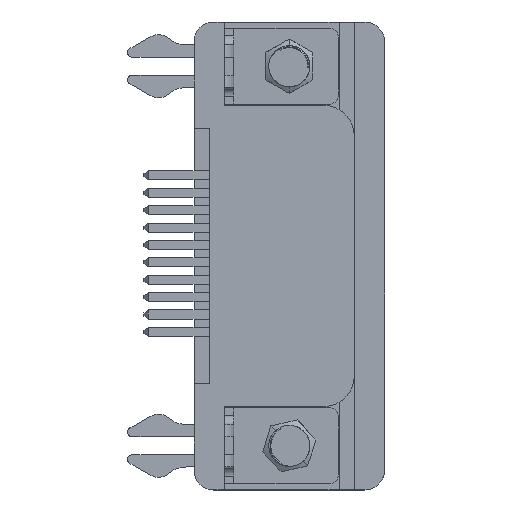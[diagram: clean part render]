
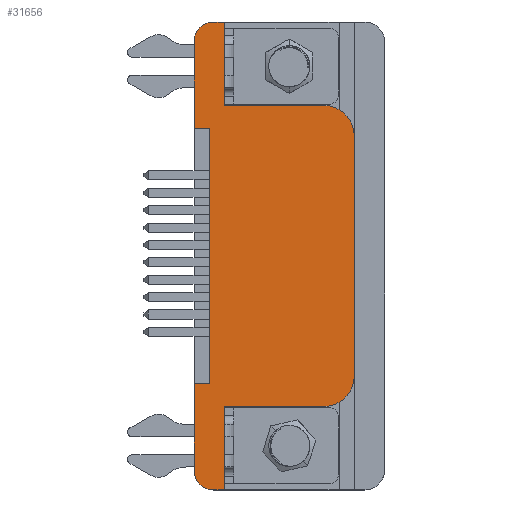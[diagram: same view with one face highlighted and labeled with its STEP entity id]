
A CAD part, front view. The second image highlights one B-rep face of the part: STEP entity #31656.
In plain terms, the highlighted planar face has unit normal (0, -1, 0).
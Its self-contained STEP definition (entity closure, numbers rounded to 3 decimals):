
#30704 = EDGE_CURVE('',#30705,#30707,#30709,.T.);
#30705 = VERTEX_POINT('',#30706);
#30706 = CARTESIAN_POINT('',(-5.275,-7.77,-8.405));
#30707 = VERTEX_POINT('',#30708);
#30708 = CARTESIAN_POINT('',(-5.275,-7.77,8.405));
#30709 = LINE('',#30710,#30711);
#30710 = CARTESIAN_POINT('',(-5.275,-7.77,-29.334));
#30711 = VECTOR('',#30712,1.);
#30712 = DIRECTION('',(0.,-0.,1.));
#30845 = VERTEX_POINT('',#30846);
#30846 = CARTESIAN_POINT('',(-4.261,-7.77,9.905));
#30852 = EDGE_CURVE('',#30845,#30853,#30855,.T.);
#30853 = VERTEX_POINT('',#30854);
#30854 = CARTESIAN_POINT('',(2.275,-7.77,9.905));
#30855 = LINE('',#30856,#30857);
#30856 = CARTESIAN_POINT('',(-7.857,-7.77,9.905));
#30857 = VECTOR('',#30858,1.);
#30858 = DIRECTION('',(1.,0.,0.));
#30890 = EDGE_CURVE('',#30853,#30891,#30893,.T.);
#30891 = VERTEX_POINT('',#30892);
#30892 = CARTESIAN_POINT('',(4.275,-7.77,7.905));
#30893 = CIRCLE('',#30894,2.);
#30894 = AXIS2_PLACEMENT_3D('',#30895,#30896,#30897);
#30895 = CARTESIAN_POINT('',(2.275,-7.77,7.905));
#30896 = DIRECTION('',(-0.,1.,0.));
#30897 = DIRECTION('',(0.,0.,-1.));
#30924 = VERTEX_POINT('',#30925);
#30925 = CARTESIAN_POINT('',(4.275,-7.77,-7.905));
#30931 = EDGE_CURVE('',#30924,#30932,#30934,.T.);
#30932 = VERTEX_POINT('',#30933);
#30933 = CARTESIAN_POINT('',(2.275,-7.77,-9.905));
#30934 = CIRCLE('',#30935,2.);
#30935 = AXIS2_PLACEMENT_3D('',#30936,#30937,#30938);
#30936 = CARTESIAN_POINT('',(2.275,-7.77,-7.905));
#30937 = DIRECTION('',(0.,1.,-0.));
#30938 = DIRECTION('',(0.,-0.,-1.));
#30972 = EDGE_CURVE('',#30932,#30973,#30975,.T.);
#30973 = VERTEX_POINT('',#30974);
#30974 = CARTESIAN_POINT('',(-4.261,-7.77,-9.905));
#30975 = LINE('',#30976,#30977);
#30976 = CARTESIAN_POINT('',(-7.857,-7.77,-9.905));
#30977 = VECTOR('',#30978,1.);
#30978 = DIRECTION('',(-1.,-0.,-0.));
#31196 = EDGE_CURVE('',#30707,#31197,#31199,.T.);
#31197 = VERTEX_POINT('',#31198);
#31198 = CARTESIAN_POINT('',(-6.275,-7.77,8.405));
#31199 = LINE('',#31200,#31201);
#31200 = CARTESIAN_POINT('',(-7.857,-7.77,8.405));
#31201 = VECTOR('',#31202,1.);
#31202 = DIRECTION('',(-1.,-0.,-0.));
#31251 = EDGE_CURVE('',#31252,#30705,#31254,.T.);
#31252 = VERTEX_POINT('',#31253);
#31253 = CARTESIAN_POINT('',(-6.275,-7.77,-8.405));
#31254 = LINE('',#31255,#31256);
#31255 = CARTESIAN_POINT('',(-7.857,-7.77,-8.405));
#31256 = VECTOR('',#31257,1.);
#31257 = DIRECTION('',(1.,0.,0.));
#31460 = EDGE_CURVE('',#30973,#31461,#31463,.T.);
#31461 = VERTEX_POINT('',#31462);
#31462 = CARTESIAN_POINT('',(-4.261,-7.77,-15.405));
#31463 = LINE('',#31464,#31465);
#31464 = CARTESIAN_POINT('',(-4.261,-7.77,-29.334));
#31465 = VECTOR('',#31466,1.);
#31466 = DIRECTION('',(-0.,0.,-1.));
#31540 = EDGE_CURVE('',#31541,#30845,#31543,.T.);
#31541 = VERTEX_POINT('',#31542);
#31542 = CARTESIAN_POINT('',(-4.261,-7.77,15.405));
#31543 = LINE('',#31544,#31545);
#31544 = CARTESIAN_POINT('',(-4.261,-7.77,-29.334));
#31545 = VECTOR('',#31546,1.);
#31546 = DIRECTION('',(-0.,0.,-1.));
#31629 = EDGE_CURVE('',#30891,#30924,#31630,.T.);
#31630 = LINE('',#31631,#31632);
#31631 = CARTESIAN_POINT('',(4.275,-7.77,-29.334));
#31632 = VECTOR('',#31633,1.);
#31633 = DIRECTION('',(-0.,0.,-1.));
#31656 = ADVANCED_FACE('',(#31657),#31715,.F.);
#31657 = FACE_BOUND('',#31658,.T.);
#31658 = EDGE_LOOP('',(#31659,#31660,#31661,#31662,#31663,#31664,#31665,
    #31666,#31674,#31683,#31689,#31690,#31691,#31692,#31700,#31709));
#31659 = ORIENTED_EDGE('',*,*,#31460,.F.);
#31660 = ORIENTED_EDGE('',*,*,#30972,.F.);
#31661 = ORIENTED_EDGE('',*,*,#30931,.F.);
#31662 = ORIENTED_EDGE('',*,*,#31629,.F.);
#31663 = ORIENTED_EDGE('',*,*,#30890,.F.);
#31664 = ORIENTED_EDGE('',*,*,#30852,.F.);
#31665 = ORIENTED_EDGE('',*,*,#31540,.F.);
#31666 = ORIENTED_EDGE('',*,*,#31667,.F.);
#31667 = EDGE_CURVE('',#31668,#31541,#31670,.T.);
#31668 = VERTEX_POINT('',#31669);
#31669 = CARTESIAN_POINT('',(-4.975,-7.77,15.405));
#31670 = LINE('',#31671,#31672);
#31671 = CARTESIAN_POINT('',(-4.975,-7.77,15.405));
#31672 = VECTOR('',#31673,1.);
#31673 = DIRECTION('',(1.,0.,-0.));
#31674 = ORIENTED_EDGE('',*,*,#31675,.F.);
#31675 = EDGE_CURVE('',#31676,#31668,#31678,.T.);
#31676 = VERTEX_POINT('',#31677);
#31677 = CARTESIAN_POINT('',(-6.275,-7.77,14.105));
#31678 = CIRCLE('',#31679,1.3);
#31679 = AXIS2_PLACEMENT_3D('',#31680,#31681,#31682);
#31680 = CARTESIAN_POINT('',(-4.975,-7.77,14.105));
#31681 = DIRECTION('',(0.,1.,0.));
#31682 = DIRECTION('',(0.,0.,1.));
#31683 = ORIENTED_EDGE('',*,*,#31684,.T.);
#31684 = EDGE_CURVE('',#31676,#31197,#31685,.T.);
#31685 = LINE('',#31686,#31687);
#31686 = CARTESIAN_POINT('',(-6.275,-7.77,-14.105));
#31687 = VECTOR('',#31688,1.);
#31688 = DIRECTION('',(0.,0.,-1.));
#31689 = ORIENTED_EDGE('',*,*,#31196,.F.);
#31690 = ORIENTED_EDGE('',*,*,#30704,.F.);
#31691 = ORIENTED_EDGE('',*,*,#31251,.F.);
#31692 = ORIENTED_EDGE('',*,*,#31693,.T.);
#31693 = EDGE_CURVE('',#31252,#31694,#31696,.T.);
#31694 = VERTEX_POINT('',#31695);
#31695 = CARTESIAN_POINT('',(-6.275,-7.77,-14.105));
#31696 = LINE('',#31697,#31698);
#31697 = CARTESIAN_POINT('',(-6.275,-7.77,-14.105));
#31698 = VECTOR('',#31699,1.);
#31699 = DIRECTION('',(0.,0.,-1.));
#31700 = ORIENTED_EDGE('',*,*,#31701,.F.);
#31701 = EDGE_CURVE('',#31702,#31694,#31704,.T.);
#31702 = VERTEX_POINT('',#31703);
#31703 = CARTESIAN_POINT('',(-4.975,-7.77,-15.405));
#31704 = CIRCLE('',#31705,1.3);
#31705 = AXIS2_PLACEMENT_3D('',#31706,#31707,#31708);
#31706 = CARTESIAN_POINT('',(-4.975,-7.77,-14.105));
#31707 = DIRECTION('',(0.,1.,0.));
#31708 = DIRECTION('',(0.,0.,-1.));
#31709 = ORIENTED_EDGE('',*,*,#31710,.T.);
#31710 = EDGE_CURVE('',#31702,#31461,#31711,.T.);
#31711 = LINE('',#31712,#31713);
#31712 = CARTESIAN_POINT('',(-4.975,-7.77,-15.405));
#31713 = VECTOR('',#31714,1.);
#31714 = DIRECTION('',(1.,0.,-0.));
#31715 = PLANE('',#31716);
#31716 = AXIS2_PLACEMENT_3D('',#31717,#31718,#31719);
#31717 = CARTESIAN_POINT('',(-7.857,-7.77,-29.334));
#31718 = DIRECTION('',(-0.,1.,0.));
#31719 = DIRECTION('',(0.,0.,1.));
